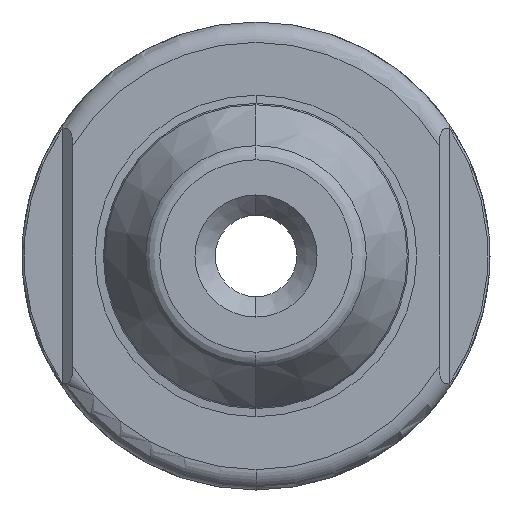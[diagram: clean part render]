
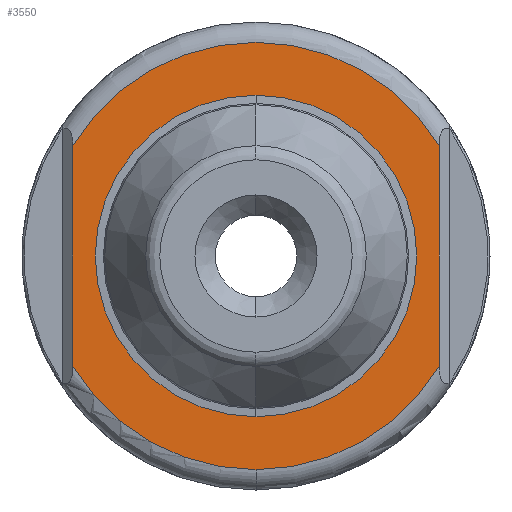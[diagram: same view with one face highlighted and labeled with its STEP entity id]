
A CAD part, left-side view. The second image highlights one B-rep face of the part: STEP entity #3550.
In plain terms, the highlighted planar face has unit normal (-1, 0, 0).
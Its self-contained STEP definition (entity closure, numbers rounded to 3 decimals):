
#171 = VERTEX_POINT ( 'NONE', #2279 ) ;
#187 = CARTESIAN_POINT ( 'NONE',  ( 26., 0., 7.9 ) ) ;
#588 = EDGE_CURVE ( 'NONE', #1857, #2932, #1776, .T. ) ;
#718 = FACE_BOUND ( 'NONE', #1308, .T. ) ;
#731 = EDGE_CURVE ( 'NONE', #2932, #2243, #2499, .T. ) ;
#925 = CIRCLE ( 'NONE', #2942, 7.9 ) ;
#975 = DIRECTION ( 'NONE',  ( -1., 0., 0. ) ) ;
#981 = AXIS2_PLACEMENT_3D ( 'NONE', #1652, #1760, #1786 ) ;
#1046 = EDGE_CURVE ( 'NONE', #171, #3886, #3804, .T. ) ;
#1049 = PLANE ( 'NONE',  #2009 ) ;
#1061 = VERTEX_POINT ( 'NONE', #187 ) ;
#1124 = ORIENTED_EDGE ( 'NONE', *, *, #588, .T. ) ;
#1242 = EDGE_CURVE ( 'NONE', #2243, #171, #3444, .T. ) ;
#1308 = EDGE_LOOP ( 'NONE', ( #2853, #4579 ) ) ;
#1405 = AXIS2_PLACEMENT_3D ( 'NONE', #2578, #2591, #2607 ) ;
#1652 = CARTESIAN_POINT ( 'NONE',  ( 26., 0., 0. ) ) ;
#1674 = ORIENTED_EDGE ( 'NONE', *, *, #1046, .T. ) ;
#1735 = FACE_OUTER_BOUND ( 'NONE', #4773, .T. ) ;
#1760 = DIRECTION ( 'NONE',  ( -1., 0., 0. ) ) ;
#1776 = LINE ( 'NONE', #3801, #2636 ) ;
#1782 = CARTESIAN_POINT ( 'NONE',  ( 26., -9., -11.5 ) ) ;
#1786 = DIRECTION ( 'NONE',  ( 0., 0., -1. ) ) ;
#1857 = VERTEX_POINT ( 'NONE', #4226 ) ;
#1867 = DIRECTION ( 'NONE',  ( 0., 0., -1. ) ) ;
#1946 = DIRECTION ( 'NONE',  ( -1., 0., 0. ) ) ;
#1955 = CARTESIAN_POINT ( 'NONE',  ( 26., 0., 0. ) ) ;
#2009 = AXIS2_PLACEMENT_3D ( 'NONE', #3764, #4148, #1867 ) ;
#2101 = CARTESIAN_POINT ( 'NONE',  ( 26., 0., -7.9 ) ) ;
#2175 = VERTEX_POINT ( 'NONE', #2101 ) ;
#2203 = ORIENTED_EDGE ( 'NONE', *, *, #731, .T. ) ;
#2243 = VERTEX_POINT ( 'NONE', #4415 ) ;
#2279 = CARTESIAN_POINT ( 'NONE',  ( 26., -9., -5.408 ) ) ;
#2327 = DIRECTION ( 'NONE',  ( 0., 0., 1. ) ) ;
#2391 = CARTESIAN_POINT ( 'NONE',  ( 26., -9., 5.408 ) ) ;
#2499 = CIRCLE ( 'NONE', #981, 10.5 ) ;
#2578 = CARTESIAN_POINT ( 'NONE',  ( 26., 0., 0. ) ) ;
#2591 = DIRECTION ( 'NONE',  ( -1., 0., 0. ) ) ;
#2599 = CARTESIAN_POINT ( 'NONE',  ( 26., 9., -5.408 ) ) ;
#2607 = DIRECTION ( 'NONE',  ( 0., 0., -1. ) ) ;
#2636 = VECTOR ( 'NONE', #3656, 1000. ) ;
#2643 = EDGE_CURVE ( 'NONE', #1061, #2175, #4620, .T. ) ;
#2663 = VECTOR ( 'NONE', #4381, 1000. ) ;
#2853 = ORIENTED_EDGE ( 'NONE', *, *, #2643, .F. ) ;
#2932 = VERTEX_POINT ( 'NONE', #2599 ) ;
#2942 = AXIS2_PLACEMENT_3D ( 'NONE', #1955, #4602, #2327 ) ;
#3122 = AXIS2_PLACEMENT_3D ( 'NONE', #4231, #1946, #4592 ) ;
#3248 = CARTESIAN_POINT ( 'NONE',  ( 26., 0., 0. ) ) ;
#3444 = CIRCLE ( 'NONE', #1405, 10.5 ) ;
#3550 = ADVANCED_FACE ( 'NONE', ( #1735, #718 ), #1049, .F. ) ;
#3589 = CIRCLE ( 'NONE', #3122, 10.5 ) ;
#3623 = DIRECTION ( 'NONE',  ( 0., 0., 1. ) ) ;
#3656 = DIRECTION ( 'NONE',  ( 0., 0., -1. ) ) ;
#3764 = CARTESIAN_POINT ( 'NONE',  ( 26., 0., -11.5 ) ) ;
#3801 = CARTESIAN_POINT ( 'NONE',  ( 26., 9., -11.5 ) ) ;
#3804 = LINE ( 'NONE', #1782, #2663 ) ;
#3886 = VERTEX_POINT ( 'NONE', #2391 ) ;
#3969 = ORIENTED_EDGE ( 'NONE', *, *, #1242, .T. ) ;
#4007 = AXIS2_PLACEMENT_3D ( 'NONE', #3248, #975, #3623 ) ;
#4148 = DIRECTION ( 'NONE',  ( 1., 0., 0. ) ) ;
#4226 = CARTESIAN_POINT ( 'NONE',  ( 26., 9., 5.408 ) ) ;
#4231 = CARTESIAN_POINT ( 'NONE',  ( 26., 0., 0. ) ) ;
#4381 = DIRECTION ( 'NONE',  ( 0., 0., 1. ) ) ;
#4410 = ORIENTED_EDGE ( 'NONE', *, *, #4830, .T. ) ;
#4415 = CARTESIAN_POINT ( 'NONE',  ( 26., 0., -10.5 ) ) ;
#4579 = ORIENTED_EDGE ( 'NONE', *, *, #4712, .F. ) ;
#4592 = DIRECTION ( 'NONE',  ( 0., 0., -1. ) ) ;
#4602 = DIRECTION ( 'NONE',  ( -1., 0., 0. ) ) ;
#4620 = CIRCLE ( 'NONE', #4007, 7.9 ) ;
#4712 = EDGE_CURVE ( 'NONE', #2175, #1061, #925, .T. ) ;
#4773 = EDGE_LOOP ( 'NONE', ( #2203, #3969, #1674, #4410, #1124 ) ) ;
#4830 = EDGE_CURVE ( 'NONE', #3886, #1857, #3589, .T. ) ;
